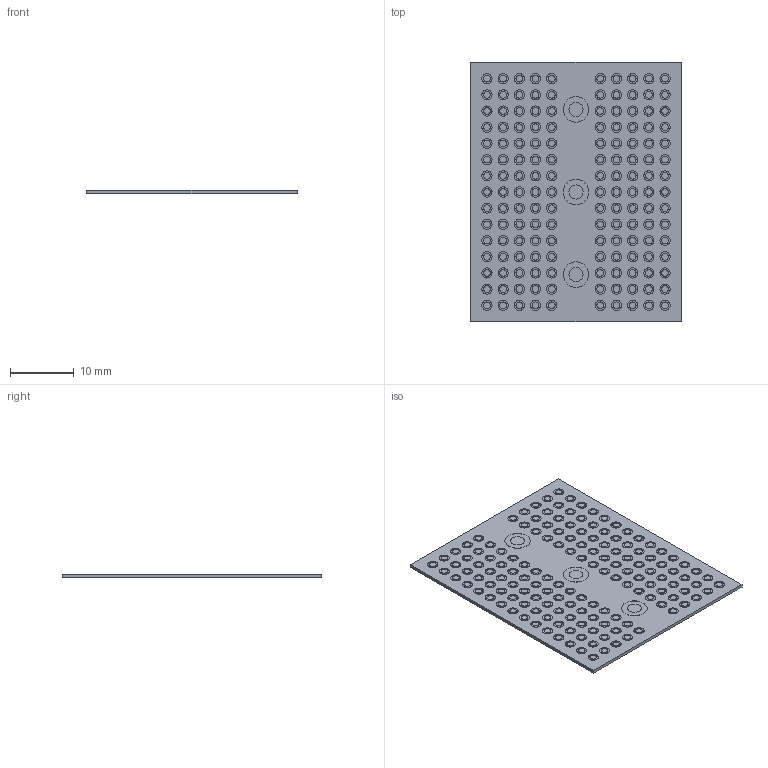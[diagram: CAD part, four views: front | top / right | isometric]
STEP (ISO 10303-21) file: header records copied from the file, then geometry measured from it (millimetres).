
FILE_DESCRIPTION(('Open CASCADE Model'),'2;1');
FILE_NAME('Open CASCADE Shape Model','2019-08-01T16:27:41',('Author'),( 'Open CASCADE'),'Open CASCADE STEP processor 6.9','Open CASCADE 6.9' ,'Unknown');
FILE_SCHEMA(('AUTOMOTIVE_DESIGN { 1 0 10303 214 1 1 1 1 }'));
Length unit declared in the file: millimetre
Products named in the file (550): Open CASCADE STEP translator 6.9 1; Open CASCADE STEP translator 6.9 2; Open CASCADE STEP translator 6.9 3; Open CASCADE STEP translator 6.9 4; Open CASCADE STEP translator 6.9 5; Open CASCADE STEP translator 6.9 6; Open CASCADE STEP translator 6.9 7; Open CASCADE STEP translator 6.9 8; Open CASCADE STEP translator 6.9 9; Open CASCADE STEP translator 6.9 10; Open CASCADE STEP translator 6.9 11; Open CASCADE STEP translator 6.9 12; Open CASCADE STEP translator 6.9 13; Open CASCADE STEP translator 6.9 14; Open CASCADE STEP translator 6.9 15; Open CASCADE STEP translator 6.9 16; Open CASCADE STEP translator 6.9 17; Open CASCADE STEP translator 6.9 18; Open CASCADE STEP translator 6.9 19; Open CASCADE STEP translator 6.9 20; Open CASCADE STEP translator 6.9 21; Open CASCADE STEP translator 6.9 22; Open CASCADE STEP translator 6.9 23; Open CASCADE STEP translator 6.9 24; Open CASCADE STEP translator 6.9 25; Open CASCADE STEP translator 6.9 26; Open CASCADE STEP translator 6.9 27; Open CASCADE STEP translator 6.9 28; Open CASCADE STEP translator 6.9 29; Open CASCADE STEP translator 6.9 30; Open CASCADE STEP translator 6.9 31; Open CASCADE STEP translator 6.9 32; Open CASCADE STEP translator 6.9 33; Open CASCADE STEP translator 6.9 34; Open CASCADE STEP translator 6.9 35; Open CASCADE STEP translator 6.9 36; Open CASCADE STEP translator 6.9 37; Open CASCADE STEP translator 6.9 38; Open CASCADE STEP translator 6.9 39; Open CASCADE STEP translator 6.9 40 ...
Bounding box: 33.02 x 40.64 x 0.6 mm (x, y, z)
Volume: 806.2 mm3; surface area: 5720.7 mm2
Topology: 550 solids, 550 shells, 1743 faces, 1929 edges, 1286 vertices
Faces by surface type: plane 1224, cylinder 519
Full cylindrical faces by diameter (mm): 1.05 x150, 1.27 x60, 1.6 x300, 2.2 x3, 4 x6
Entity records: 68243 total; most frequent: DIRECTION 10313, CARTESIAN_POINT 8817, ORIENTED_EDGE 3858, PCURVE 3858, DEFINITIONAL_REPRESENTATION 3858, LINE 3711, VECTOR 3711, AXIS2_PLACEMENT_3D 2782
